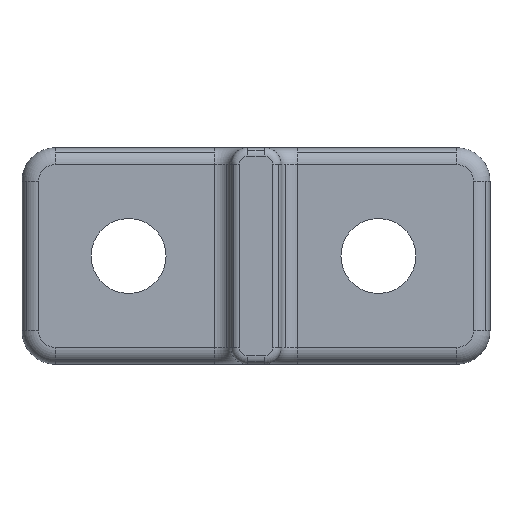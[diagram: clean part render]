
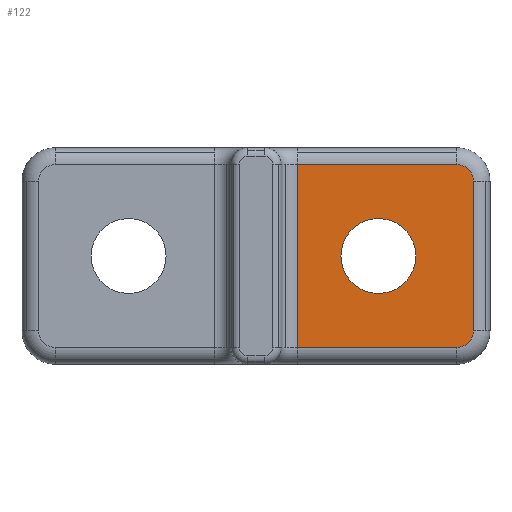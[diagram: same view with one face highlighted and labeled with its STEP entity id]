
A CAD part, front view. The second image highlights one B-rep face of the part: STEP entity #122.
In plain terms, the highlighted planar face has unit normal (0, -1, 0).
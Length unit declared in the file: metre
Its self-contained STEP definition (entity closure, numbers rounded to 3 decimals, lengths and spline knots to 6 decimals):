
#122=ADVANCED_FACE('0:152',(#279,#280),#281,.F.);
#279=FACE_BOUND('',#448,.T.);
#280=FACE_OUTER_BOUND('',#449,.T.);
#281=PLANE('',#450);
#448=EDGE_LOOP('',(#1042,#1043));
#449=EDGE_LOOP('',(#1044,#1045,#1046,#1047,#1048,#1049));
#450=AXIS2_PLACEMENT_3D('',#1050,#1051,#1052);
#1042=ORIENTED_EDGE('',*,*,#1134,.F.);
#1043=ORIENTED_EDGE('',*,*,#1326,.F.);
#1044=ORIENTED_EDGE('',*,*,#1319,.F.);
#1045=ORIENTED_EDGE('',*,*,#1317,.F.);
#1046=ORIENTED_EDGE('',*,*,#1313,.F.);
#1047=ORIENTED_EDGE('',*,*,#1311,.F.);
#1048=ORIENTED_EDGE('',*,*,#1172,.F.);
#1049=ORIENTED_EDGE('',*,*,#1156,.F.);
#1050=CARTESIAN_POINT('',(0.0206,-0.054,-0.0915));
#1051=DIRECTION('',(0.0,1.0,0.0));
#1052=DIRECTION('',(0.0,0.0,1.0));
#1134=EDGE_CURVE('0:518',#1342,#1340,#1344,.T.);
#1156=EDGE_CURVE('0:521',#1385,#1387,#1388,.T.);
#1172=EDGE_CURVE('0:491',#1387,#1417,#1418,.T.);
#1311=EDGE_CURVE('0:467',#1417,#1635,#1636,.T.);
#1313=EDGE_CURVE('0:476',#1635,#1638,#1639,.T.);
#1317=EDGE_CURVE('0:485',#1638,#1641,#1644,.T.);
#1319=EDGE_CURVE('0:497',#1641,#1385,#1646,.T.);
#1326=EDGE_CURVE('0:518',#1340,#1342,#1654,.T.);
#1340=VERTEX_POINT('',#1670);
#1342=VERTEX_POINT('',#1673);
#1344=CIRCLE('',#1676,0.00225);
#1385=VERTEX_POINT('',#1728);
#1387=VERTEX_POINT('',#1730);
#1388=LINE('',#1731,#1732);
#1417=VERTEX_POINT('',#1768);
#1418=LINE('',#1769,#1770);
#1635=VERTEX_POINT('',#2038);
#1636=CIRCLE('',#2039,0.001);
#1638=VERTEX_POINT('',#2041);
#1639=LINE('',#2042,#2043);
#1641=VERTEX_POINT('',#2045);
#1644=CIRCLE('',#2048,0.001);
#1646=LINE('',#2050,#2051);
#1654=CIRCLE('',#2060,0.00225);
#1670=CARTESIAN_POINT('',(0.03765,-0.054,-0.091));
#1673=CARTESIAN_POINT('',(0.03315,-0.054,-0.091));
#1676=AXIS2_PLACEMENT_3D('',#2078,#2079,#2080);
#1728=CARTESIAN_POINT('',(0.03055,-0.054,-0.0965));
#1730=CARTESIAN_POINT('',(0.03055,-0.054,-0.0855));
#1731=CARTESIAN_POINT('',(0.03055,-0.054,-0.0915));
#1732=VECTOR('',#2122,1.0);
#1768=CARTESIAN_POINT('',(0.0401,-0.054,-0.0855));
#1769=CARTESIAN_POINT('',(0.0246,-0.054,-0.0855));
#1770=VECTOR('',#2154,1.0);
#2038=CARTESIAN_POINT('',(0.0411,-0.054,-0.0865));
#2039=AXIS2_PLACEMENT_3D('',#2467,#2468,#2469);
#2041=CARTESIAN_POINT('',(0.0411,-0.054,-0.0955));
#2042=CARTESIAN_POINT('',(0.0411,-0.054,-0.0915));
#2043=VECTOR('',#2473,1.0);
#2045=CARTESIAN_POINT('',(0.0401,-0.054,-0.0965));
#2048=AXIS2_PLACEMENT_3D('',#2483,#2484,#2485);
#2050=CARTESIAN_POINT('',(0.0246,-0.054,-0.0965));
#2051=VECTOR('',#2489,1.0);
#2060=AXIS2_PLACEMENT_3D('',#2506,#2507,#2508);
#2078=CARTESIAN_POINT('',(0.0354,-0.054,-0.091));
#2079=DIRECTION('',(0.0,-1.0,0.0));
#2080=DIRECTION('',(1.0,0.0,0.0));
#2122=DIRECTION('',(0.0,0.0,1.0));
#2154=DIRECTION('',(1.0,0.0,0.0));
#2467=CARTESIAN_POINT('',(0.0401,-0.054,-0.0865));
#2468=DIRECTION('',(-0.0,1.0,0.0));
#2469=DIRECTION('',(0.707,0.0,0.707));
#2473=DIRECTION('',(-0.0,-0.0,-1.0));
#2483=CARTESIAN_POINT('',(0.0401,-0.054,-0.0955));
#2484=DIRECTION('',(0.0,1.0,0.0));
#2485=DIRECTION('',(0.707,0.0,-0.707));
#2489=DIRECTION('',(-1.0,-0.0,-0.0));
#2506=CARTESIAN_POINT('',(0.0354,-0.054,-0.091));
#2507=DIRECTION('',(0.0,-1.0,0.0));
#2508=DIRECTION('',(1.0,0.0,0.0));
